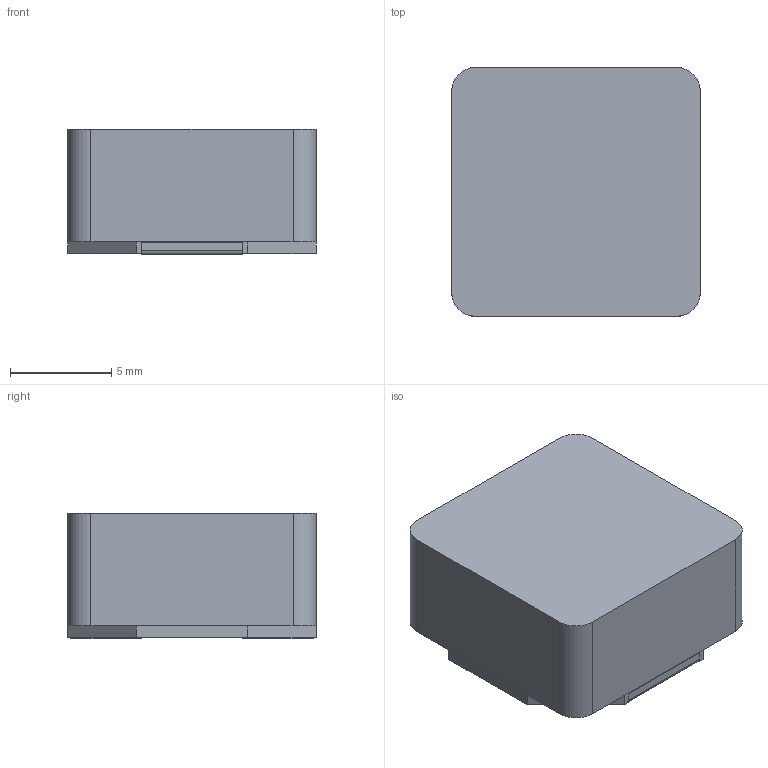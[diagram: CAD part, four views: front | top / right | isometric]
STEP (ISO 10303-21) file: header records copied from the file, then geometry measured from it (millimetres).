
FILE_DESCRIPTION(('FreeCAD Model'),'2;1');
FILE_NAME('L_coilcraft_MSS1260T.step', '2017-06-08T16:55:58',('kicad StepUp'),('ksu MCAD'), 'Open CASCADE STEP processor 6.8','FreeCAD','Unknown');
FILE_SCHEMA(('AUTOMOTIVE_DESIGN_CC2 { 1 2 10303 214 -1 1 5 4 }'));
Length unit declared in the file: millimetre
Products named in the file (1): L_coilcraft_MSS1260T
Bounding box: 12.3 x 12.3 x 6.2 mm (x, y, z)
Volume: 912.3 mm3; surface area: 590.1 mm2
Topology: 1 solids, 1 shells, 50 faces, 124 edges, 76 vertices
Faces by surface type: plane 44, cylinder 6
Entity records: 1807 total; most frequent: CARTESIAN_POINT 251, ORIENTED_EDGE 248, DIRECTION 242, EDGE_CURVE 124, LINE 108, VECTOR 108, VERTEX_POINT 76, AXIS2_PLACEMENT_3D 67
